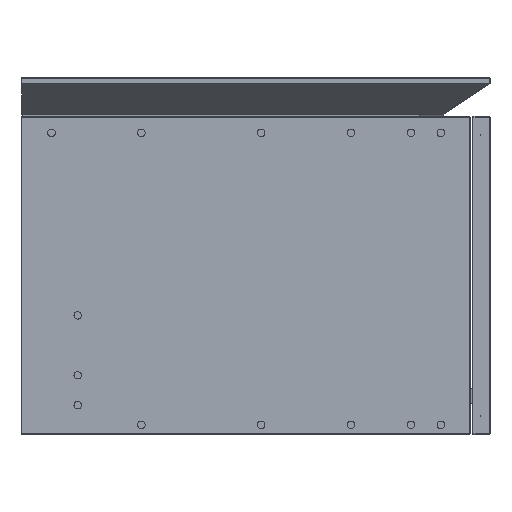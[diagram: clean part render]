
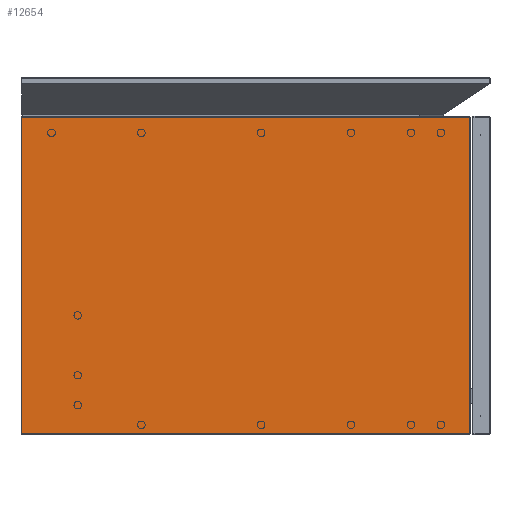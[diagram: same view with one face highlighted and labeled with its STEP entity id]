
A CAD part, left-side view. The second image highlights one B-rep face of the part: STEP entity #12654.
In plain terms, the highlighted planar face has unit normal (-1, 0, 0).
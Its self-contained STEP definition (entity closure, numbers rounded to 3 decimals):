
#12559=CARTESIAN_POINT('',(8001.823,31035.806,-0.8));
#12560=VERTEX_POINT('',#12559);
#12567=CARTESIAN_POINT('',(8001.823,30557.606,-0.8));
#12568=VERTEX_POINT('',#12567);
#12569=CARTESIAN_POINT('',(8001.823,31035.806,-0.8));
#12570=DIRECTION('',(0.0,-1.0,0.0));
#12571=VECTOR('',#12570,478.2);
#12572=LINE('',#12569,#12571);
#12573=EDGE_CURVE('',#12560,#12568,#12572,.T.);
#12590=CARTESIAN_POINT('',(8001.823,30557.606,-339.2));
#12591=VERTEX_POINT('',#12590);
#12592=CARTESIAN_POINT('',(8001.823,30557.606,-0.8));
#12593=DIRECTION('',(0.0,0.0,-1.0));
#12594=VECTOR('',#12593,338.4);
#12595=LINE('',#12592,#12594);
#12596=EDGE_CURVE('',#12568,#12591,#12595,.T.);
#12631=CARTESIAN_POINT('',(8001.823,30796.706,-0.799));
#12632=DIRECTION('',(-1.0,0.0,0.0));
#12633=DIRECTION('',(0.0,0.0,1.0));
#12634=AXIS2_PLACEMENT_3D('',#12631,#12632,#12633);
#12635=PLANE('',#12634);
#12636=ORIENTED_EDGE('',*,*,#12573,.F.);
#12637=CARTESIAN_POINT('',(8001.823,31035.806,-339.2));
#12638=VERTEX_POINT('',#12637);
#12639=CARTESIAN_POINT('',(8001.823,31035.806,-339.2));
#12640=DIRECTION('',(0.0,0.0,1.0));
#12641=VECTOR('',#12640,338.4);
#12642=LINE('',#12639,#12641);
#12643=EDGE_CURVE('',#12638,#12560,#12642,.T.);
#12644=ORIENTED_EDGE('',*,*,#12643,.F.);
#12645=CARTESIAN_POINT('',(8001.823,30557.606,-339.2));
#12646=DIRECTION('',(0.0,1.0,0.0));
#12647=VECTOR('',#12646,478.2);
#12648=LINE('',#12645,#12647);
#12649=EDGE_CURVE('',#12591,#12638,#12648,.T.);
#12650=ORIENTED_EDGE('',*,*,#12649,.F.);
#12651=ORIENTED_EDGE('',*,*,#12596,.F.);
#12652=EDGE_LOOP('',(#12636,#12644,#12650,#12651));
#12653=FACE_OUTER_BOUND('',#12652,.T.);
#12654=ADVANCED_FACE('',(#12653),#12635,.T.);
